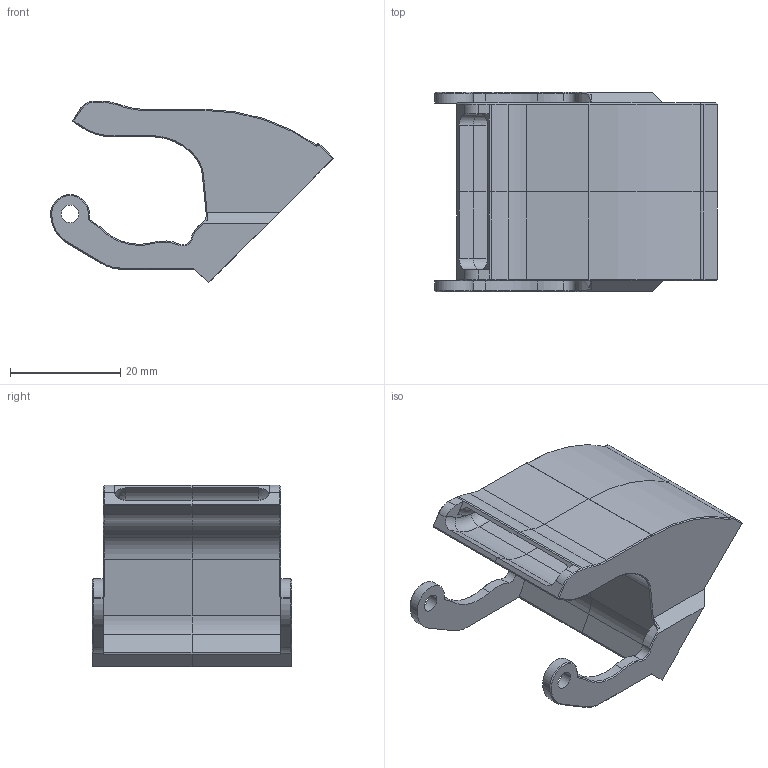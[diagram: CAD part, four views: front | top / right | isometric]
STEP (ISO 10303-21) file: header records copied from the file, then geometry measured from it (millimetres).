
FILE_DESCRIPTION((''),'2;1');
FILE_NAME('ASM0002_ASM','2017-11-26T08:47:09',('ienienvador'),(''),'CREO PARAMETRIC BY PTC INC, 2017110','CREO PARAMETRIC BY PTC INC, 2017110','');
FILE_SCHEMA(('CONFIG_CONTROL_DESIGN'));
Length unit declared in the file: millimetre
Products named in the file (3): SOUFL_AV_CYCLOPS_VS_A_COUPER; SYM2; ASM0002_ASM
Assembly tree (2 placements, depth 2):
  ASM0002_ASM
    SOUFL_AV_CYCLOPS_VS_A_COUPER
    SYM2
Bounding box: 51.21 x 36.2 x 32.96 mm (x, y, z)
Volume: 6594.9 mm3; surface area: 18494.8 mm2
Topology: 2 solids, 8 shells, 468 faces, 1216 edges, 756 vertices
Faces by surface type: plane 220, cylinder 136, cone 80, torus 24, bspline 8
Entity records: 15169 total; most frequent: CARTESIAN_POINT 3467, DIRECTION 2472, ORIENTED_EDGE 2416, EDGE_CURVE 1216, AXIS2_PLACEMENT_3D 857, VECTOR 758, LINE 758, VERTEX_POINT 756
